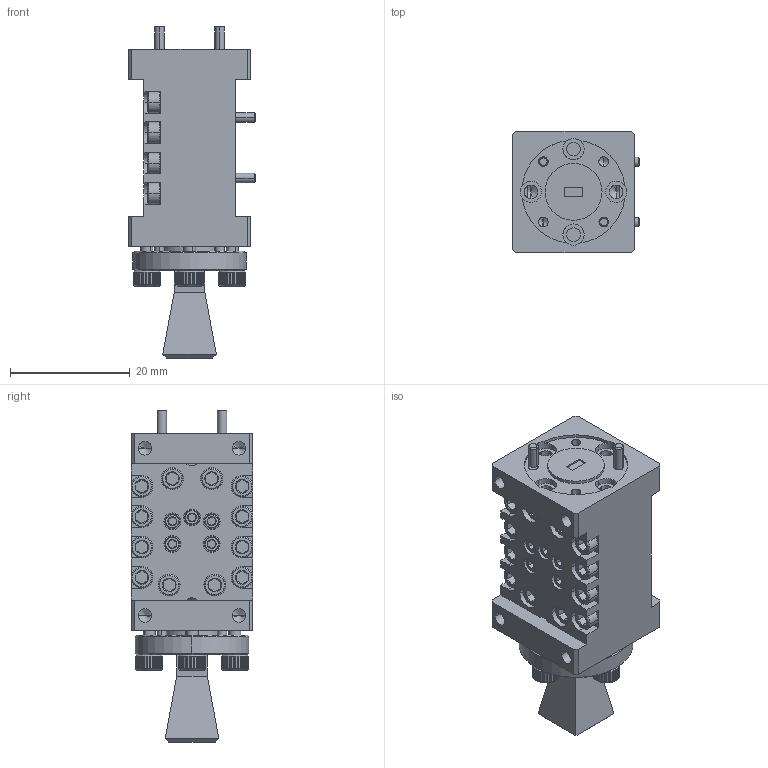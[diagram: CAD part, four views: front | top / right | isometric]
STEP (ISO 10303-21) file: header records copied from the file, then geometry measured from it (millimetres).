
FILE_DESCRIPTION (( 'STEP AP203' ), '1' );
FILE_NAME ('SAX-ME2500-28-S1-5.0.STEP', '2021-07-21T17:06:21', ( '' ), ( '' ), 'SwSTEP 2.0', 'SolidWorks 2021', '' );
FILE_SCHEMA (( 'CONFIG_CONTROL_DESIGN' ));
Length unit declared in the file: inch
Products named in the file (1): SAX-ME2500-28-S1-5.0
Bounding box: 21.15 x 20.32 x 55.54 mm (x, y, z)
Volume: 12246.2 mm3; surface area: 6898.8 mm2
Topology: 4 solids, 13 shells, 1428 faces, 3585 edges, 2230 vertices
Faces by surface type: plane 671, cylinder 444, cone 295, bspline 10, torus 8
Entity records: 50918 total; most frequent: CARTESIAN_POINT 18399, ORIENTED_EDGE 7074, DIRECTION 6341, EDGE_CURVE 3537, AXIS2_PLACEMENT_3D 2426, VERTEX_POINT 2230, EDGE_LOOP 1553, VECTOR 1489
